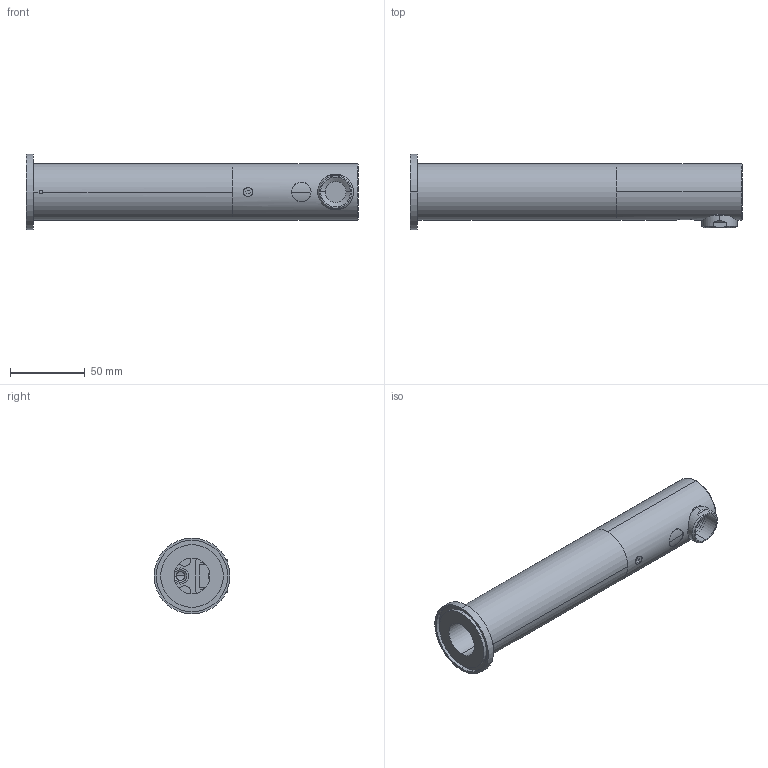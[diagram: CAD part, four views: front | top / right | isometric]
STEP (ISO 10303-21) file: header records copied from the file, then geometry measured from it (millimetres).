
FILE_DESCRIPTION (( 'STEP AP203' ), '1' );
FILE_NAME ('S38 Wall Mount.STEP', '2021-08-24T01:41:15', ( '' ), ( '' ), 'SwSTEP 2.0', 'SolidWorks 2021', '' );
FILE_SCHEMA (( 'CONFIG_CONTROL_DESIGN' ));
Length unit declared in the file: millimetre
Products named in the file (7): minute_sensor; 201_AF_SH-001; 201_AF_WMCT-001; M3 screw; S38 Wall Mount; 201_AF_AER_AT-001; 201_AF_WMDR-001
Assembly tree (6 placements, depth 2):
  S38 Wall Mount
    201_AF_WMDR-001
    201_AF_WMCT-001
    201_AF_SH-001
    minute_sensor
    201_AF_AER_AT-001
    M3 screw
Bounding box: 222.6 x 50.8 x 50.8 mm (x, y, z)
Volume: 122303.5 mm3; surface area: 68551.9 mm2
Topology: 6 solids, 6 shells, 211 faces, 514 edges, 326 vertices
Faces by surface type: plane 121, cylinder 78, cone 10, torus 2
Entity records: 7748 total; most frequent: CARTESIAN_POINT 2013, DIRECTION 1042, ORIENTED_EDGE 1028, EDGE_CURVE 514, AXIS2_PLACEMENT_3D 355, LINE 332, VECTOR 332, VERTEX_POINT 326
